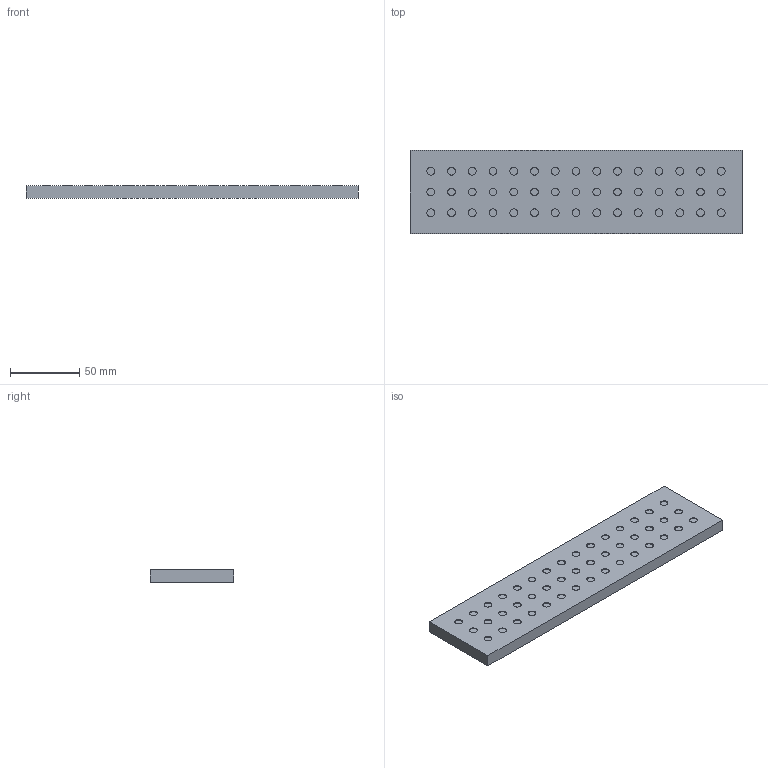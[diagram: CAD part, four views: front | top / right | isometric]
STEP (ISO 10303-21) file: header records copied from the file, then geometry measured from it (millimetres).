
FILE_DESCRIPTION (( 'STEP AP203' ), '1' );
FILE_NAME ('36517979-00.STEP', '2018-07-03T15:17:29', ( '' ), ( '' ), 'SwSTEP 2.0', 'SolidWorks 2017', '' );
FILE_SCHEMA (( 'CONFIG_CONTROL_DESIGN' ));
Length unit declared in the file: millimetre
Products named in the file (2): Planungsmodell_Platte-+-09.27.99.001.94-01_-_neu; 36517979-00
Assembly tree (1 placements, depth 2):
  36517979-00
    Planungsmodell_Platte-+-09.27.99.001.94-01_-_neu
Bounding box: 240 x 60 x 9 mm (x, y, z)
Volume: 129045.8 mm3; surface area: 34595.8 mm2
Topology: 1 solids, 1 shells, 141 faces, 282 edges, 188 vertices
Faces by surface type: cylinder 90, plane 51
Entity records: 3952 total; most frequent: DIRECTION 752, CARTESIAN_POINT 615, ORIENTED_EDGE 564, AXIS2_PLACEMENT_3D 325, EDGE_CURVE 282, VERTEX_POINT 188, EDGE_LOOP 186, CIRCLE 180
